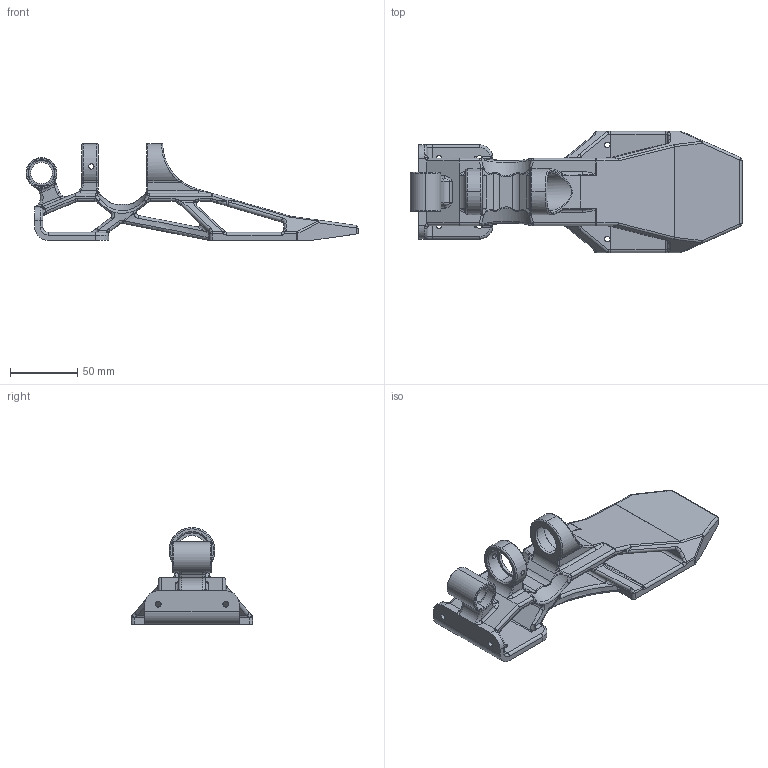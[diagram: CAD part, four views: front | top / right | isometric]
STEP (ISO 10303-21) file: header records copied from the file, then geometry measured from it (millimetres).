
FILE_DESCRIPTION (( 'STEP AP203' ), '1' );
FILE_NAME ('TA00-12-06-0001逋掛极.step', '2025-06-04T07:56:31', ( '' ), ( 'HP' ), 'SwSTEP 2.0', 'SolidWorks 2023', '' );
FILE_SCHEMA (( 'CONFIG_CONTROL_DESIGN' ));
Length unit declared in the file: millimetre
Products named in the file (1): TA00-12-06-0001足本体
Bounding box: 246.5 x 90 x 72 mm (x, y, z)
Volume: 221972 mm3; surface area: 75841.9 mm2
Topology: 1 solids, 1 shells, 538 faces, 1345 edges, 775 vertices
Faces by surface type: cylinder 203, bspline 132, plane 94, torus 61, sphere 32, cone 16
Entity records: 21375 total; most frequent: CARTESIAN_POINT 9719, ORIENTED_EDGE 2628, DIRECTION 2254, EDGE_CURVE 1314, AXIS2_PLACEMENT_3D 911, VERTEX_POINT 775, EDGE_LOOP 567, FACE_OUTER_BOUND 538
